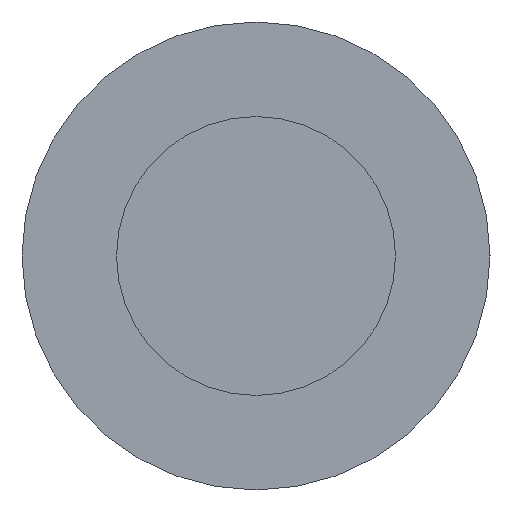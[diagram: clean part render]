
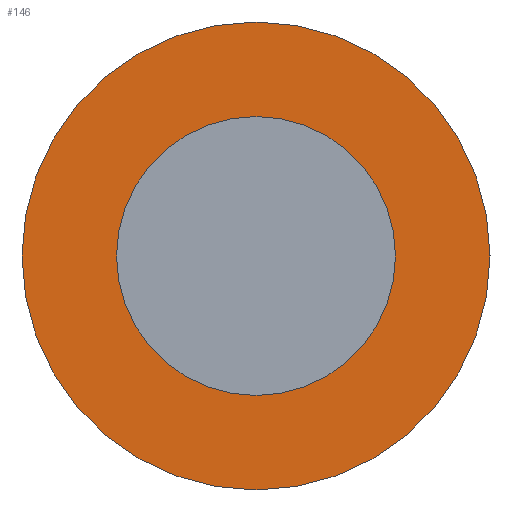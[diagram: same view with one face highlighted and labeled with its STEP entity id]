
A CAD part, left-side view. The second image highlights one B-rep face of the part: STEP entity #146.
In plain terms, the highlighted planar face has unit normal (-1, 0, 0).
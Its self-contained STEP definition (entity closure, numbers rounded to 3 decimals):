
#12 = AXIS2_PLACEMENT_3D ( 'NONE', #71, #164, #251 ) ;
#21 = EDGE_CURVE ( 'NONE', #41, #79, #125, .T. ) ;
#36 = AXIS2_PLACEMENT_3D ( 'NONE', #65, #110, #203 ) ;
#41 = VERTEX_POINT ( 'NONE', #97 ) ;
#56 = PLANE ( 'NONE',  #133 ) ;
#65 = CARTESIAN_POINT ( 'NONE',  ( 4.8, 0., 0. ) ) ;
#68 = AXIS2_PLACEMENT_3D ( 'NONE', #160, #204, #185 ) ;
#71 = CARTESIAN_POINT ( 'NONE',  ( 4.8, 0., 0. ) ) ;
#76 = CARTESIAN_POINT ( 'NONE',  ( 4.8, 0., 0. ) ) ;
#78 = CARTESIAN_POINT ( 'NONE',  ( 4.8, 0., -4.95 ) ) ;
#79 = VERTEX_POINT ( 'NONE', #243 ) ;
#91 = CIRCLE ( 'NONE', #12, 2.95 ) ;
#94 = CIRCLE ( 'NONE', #254, 4.95 ) ;
#96 = ORIENTED_EDGE ( 'NONE', *, *, #231, .F. ) ;
#97 = CARTESIAN_POINT ( 'NONE',  ( 4.8, 0., 2.95 ) ) ;
#110 = DIRECTION ( 'NONE',  ( 1., 0., 0. ) ) ;
#123 = DIRECTION ( 'NONE',  ( 1., 0., 0. ) ) ;
#125 = CIRCLE ( 'NONE', #36, 2.95 ) ;
#130 = EDGE_CURVE ( 'NONE', #79, #41, #91, .T. ) ;
#133 = AXIS2_PLACEMENT_3D ( 'NONE', #76, #123, #212 ) ;
#138 = DIRECTION ( 'NONE',  ( 1., 0., 0. ) ) ;
#146 = ADVANCED_FACE ( 'NONE', ( #255, #281 ), #56, .F. ) ;
#160 = CARTESIAN_POINT ( 'NONE',  ( 4.8, 0., 0. ) ) ;
#164 = DIRECTION ( 'NONE',  ( 1., 0., 0. ) ) ;
#176 = EDGE_CURVE ( 'NONE', #240, #191, #94, .T. ) ;
#185 = DIRECTION ( 'NONE',  ( 0., 0., -1. ) ) ;
#187 = ORIENTED_EDGE ( 'NONE', *, *, #130, .T. ) ;
#191 = VERTEX_POINT ( 'NONE', #78 ) ;
#203 = DIRECTION ( 'NONE',  ( 0., 0., -1. ) ) ;
#204 = DIRECTION ( 'NONE',  ( 1., 0., 0. ) ) ;
#208 = DIRECTION ( 'NONE',  ( 0., 0., -1. ) ) ;
#212 = DIRECTION ( 'NONE',  ( 0., 0., -1. ) ) ;
#217 = ORIENTED_EDGE ( 'NONE', *, *, #21, .T. ) ;
#227 = ORIENTED_EDGE ( 'NONE', *, *, #176, .F. ) ;
#231 = EDGE_CURVE ( 'NONE', #191, #240, #285, .T. ) ;
#233 = CARTESIAN_POINT ( 'NONE',  ( 4.8, 0., 4.95 ) ) ;
#238 = EDGE_LOOP ( 'NONE', ( #227, #96 ) ) ;
#240 = VERTEX_POINT ( 'NONE', #233 ) ;
#243 = CARTESIAN_POINT ( 'NONE',  ( 4.8, 0., -2.95 ) ) ;
#249 = EDGE_LOOP ( 'NONE', ( #217, #187 ) ) ;
#251 = DIRECTION ( 'NONE',  ( 0., 0., -1. ) ) ;
#254 = AXIS2_PLACEMENT_3D ( 'NONE', #277, #138, #208 ) ;
#255 = FACE_BOUND ( 'NONE', #249, .T. ) ;
#277 = CARTESIAN_POINT ( 'NONE',  ( 4.8, 0., 0. ) ) ;
#281 = FACE_OUTER_BOUND ( 'NONE', #238, .T. ) ;
#285 = CIRCLE ( 'NONE', #68, 4.95 ) ;
